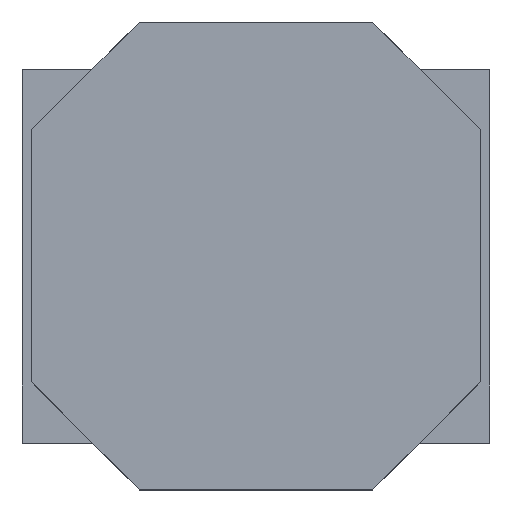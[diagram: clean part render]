
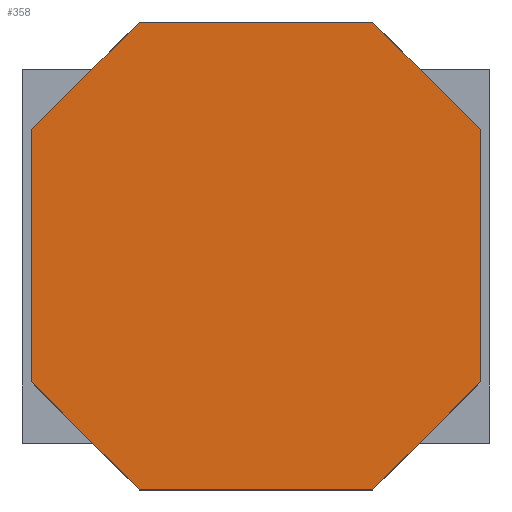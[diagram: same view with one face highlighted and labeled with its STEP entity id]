
A CAD part, top view. The second image highlights one B-rep face of the part: STEP entity #358.
In plain terms, the highlighted planar face has unit normal (0, 0, 1).
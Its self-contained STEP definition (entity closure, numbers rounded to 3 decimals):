
#1 = ORIENTED_EDGE ( 'NONE', *, *, #395, .T. ) ;
#6 = CARTESIAN_POINT ( 'NONE',  ( 2.4, -1.35, 4. ) ) ;
#8 = DIRECTION ( 'NONE',  ( -0.707, 0.707, 0. ) ) ;
#56 = FACE_OUTER_BOUND ( 'NONE', #239, .T. ) ;
#67 = VECTOR ( 'NONE', #682, 1000. ) ;
#79 = VERTEX_POINT ( 'NONE', #230 ) ;
#110 = VERTEX_POINT ( 'NONE', #6 ) ;
#144 = CARTESIAN_POINT ( 'NONE',  ( -2.4, 1.35, 4. ) ) ;
#156 = DIRECTION ( 'NONE',  ( 1., 0., 0. ) ) ;
#168 = DIRECTION ( 'NONE',  ( -0.707, -0.707, 0. ) ) ;
#178 = VERTEX_POINT ( 'NONE', #144 ) ;
#181 = DIRECTION ( 'NONE',  ( -1., 0., 0. ) ) ;
#230 = CARTESIAN_POINT ( 'NONE',  ( 1.25, -2.5, 4. ) ) ;
#239 = EDGE_LOOP ( 'NONE', ( #820, #281, #519, #1, #588, #274, #679, #260 ) ) ;
#246 = DIRECTION ( 'NONE',  ( 0., -1., 0. ) ) ;
#260 = ORIENTED_EDGE ( 'NONE', *, *, #916, .T. ) ;
#261 = EDGE_CURVE ( 'NONE', #79, #110, #833, .T. ) ;
#265 = EDGE_CURVE ( 'NONE', #663, #651, #456, .T. ) ;
#274 = ORIENTED_EDGE ( 'NONE', *, *, #544, .T. ) ;
#280 = EDGE_CURVE ( 'NONE', #824, #461, #627, .T. ) ;
#281 = ORIENTED_EDGE ( 'NONE', *, *, #767, .T. ) ;
#315 = DIRECTION ( 'NONE',  ( 0., 0., 1. ) ) ;
#322 = VECTOR ( 'NONE', #437, 1000. ) ;
#341 = CARTESIAN_POINT ( 'NONE',  ( 1.25, 2.5, 4. ) ) ;
#347 = VECTOR ( 'NONE', #8, 1000. ) ;
#358 = ADVANCED_FACE ( 'NONE', ( #56 ), #799, .T. ) ;
#392 = AXIS2_PLACEMENT_3D ( 'NONE', #592, #315, #156 ) ;
#395 = EDGE_CURVE ( 'NONE', #178, #824, #713, .T. ) ;
#411 = VECTOR ( 'NONE', #168, 1000. ) ;
#419 = CARTESIAN_POINT ( 'NONE',  ( 2.4, 1.35, 4. ) ) ;
#424 = VECTOR ( 'NONE', #181, 1000. ) ;
#437 = DIRECTION ( 'NONE',  ( 0.707, -0.707, 0. ) ) ;
#456 = LINE ( 'NONE', #782, #347 ) ;
#461 = VERTEX_POINT ( 'NONE', #690 ) ;
#484 = CARTESIAN_POINT ( 'NONE',  ( -1.25, 2.5, 4. ) ) ;
#490 = VECTOR ( 'NONE', #246, 1000. ) ;
#495 = DIRECTION ( 'NONE',  ( 0., 1., 0. ) ) ;
#500 = VECTOR ( 'NONE', #677, 1000. ) ;
#519 = ORIENTED_EDGE ( 'NONE', *, *, #761, .T. ) ;
#544 = EDGE_CURVE ( 'NONE', #461, #79, #855, .T. ) ;
#588 = ORIENTED_EDGE ( 'NONE', *, *, #280, .T. ) ;
#592 = CARTESIAN_POINT ( 'NONE',  ( 0., 0., 4. ) ) ;
#609 = LINE ( 'NONE', #617, #424 ) ;
#617 = CARTESIAN_POINT ( 'NONE',  ( -1.25, 2.5, 4. ) ) ;
#625 = CARTESIAN_POINT ( 'NONE',  ( -1.25, -2.5, 4. ) ) ;
#627 = LINE ( 'NONE', #846, #322 ) ;
#649 = VECTOR ( 'NONE', #495, 1000. ) ;
#651 = VERTEX_POINT ( 'NONE', #341 ) ;
#663 = VERTEX_POINT ( 'NONE', #419 ) ;
#672 = CARTESIAN_POINT ( 'NONE',  ( -2.4, 1.35, 4. ) ) ;
#677 = DIRECTION ( 'NONE',  ( 1., 0., 0. ) ) ;
#679 = ORIENTED_EDGE ( 'NONE', *, *, #261, .T. ) ;
#680 = VERTEX_POINT ( 'NONE', #484 ) ;
#682 = DIRECTION ( 'NONE',  ( 0.707, 0.707, 0. ) ) ;
#684 = CARTESIAN_POINT ( 'NONE',  ( -1.25, 2.5, 4. ) ) ;
#690 = CARTESIAN_POINT ( 'NONE',  ( -1.25, -2.5, 4. ) ) ;
#713 = LINE ( 'NONE', #672, #490 ) ;
#761 = EDGE_CURVE ( 'NONE', #680, #178, #779, .T. ) ;
#767 = EDGE_CURVE ( 'NONE', #651, #680, #609, .T. ) ;
#772 = LINE ( 'NONE', #900, #649 ) ;
#779 = LINE ( 'NONE', #684, #411 ) ;
#782 = CARTESIAN_POINT ( 'NONE',  ( 1.25, 2.5, 4. ) ) ;
#799 = PLANE ( 'NONE',  #392 ) ;
#803 = CARTESIAN_POINT ( 'NONE',  ( -2.4, -1.35, 4. ) ) ;
#820 = ORIENTED_EDGE ( 'NONE', *, *, #265, .T. ) ;
#824 = VERTEX_POINT ( 'NONE', #803 ) ;
#833 = LINE ( 'NONE', #882, #67 ) ;
#846 = CARTESIAN_POINT ( 'NONE',  ( -1.25, -2.5, 4. ) ) ;
#855 = LINE ( 'NONE', #625, #500 ) ;
#882 = CARTESIAN_POINT ( 'NONE',  ( 1.25, -2.5, 4. ) ) ;
#900 = CARTESIAN_POINT ( 'NONE',  ( 2.4, 1.35, 4. ) ) ;
#916 = EDGE_CURVE ( 'NONE', #110, #663, #772, .T. ) ;
